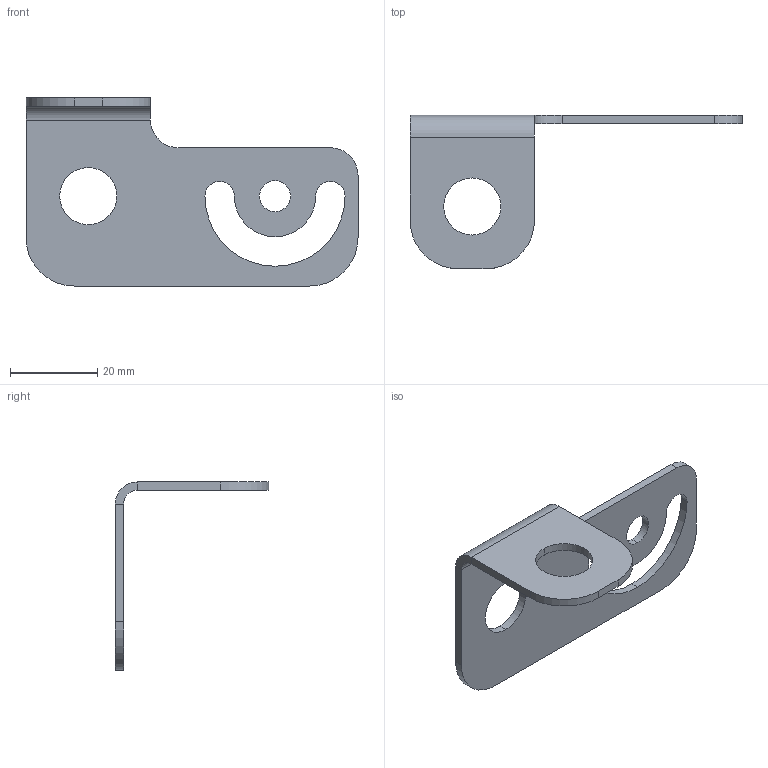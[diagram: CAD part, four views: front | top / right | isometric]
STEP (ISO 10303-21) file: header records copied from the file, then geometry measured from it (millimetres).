
FILE_DESCRIPTION (( 'STEP AP214' ), '1' );
FILE_NAME ('AFSB-SB-12.STEP', '2023-12-13T17:04:23', ( '' ), ( '' ), 'SwSTEP 2.0', 'SolidWorks 2023', '' );
FILE_SCHEMA (( 'AUTOMOTIVE_DESIGN' ));
Length unit declared in the file: inch
Products named in the file (1): AFSB-SB-12
Bounding box: 76.2 x 35.23 x 43.17 mm (x, y, z)
Volume: 5553.3 mm3; surface area: 6770.4 mm2
Topology: 1 solids, 1 shells, 111 faces, 1101 edges, 1070 vertices
Faces by surface type: plane 91, cylinder 20
Entity records: 12184 total; most frequent: CARTESIAN_POINT 3635, ORIENTED_EDGE 2202, DIRECTION 1290, EDGE_CURVE 1101, VERTEX_POINT 1070, LINE 986, VECTOR 986, EDGE_LOOP 197
